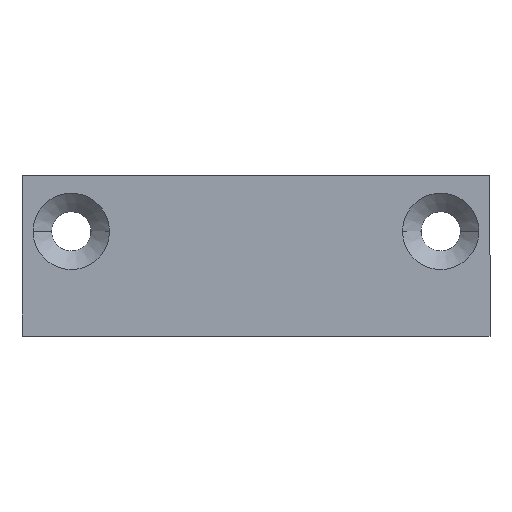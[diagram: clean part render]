
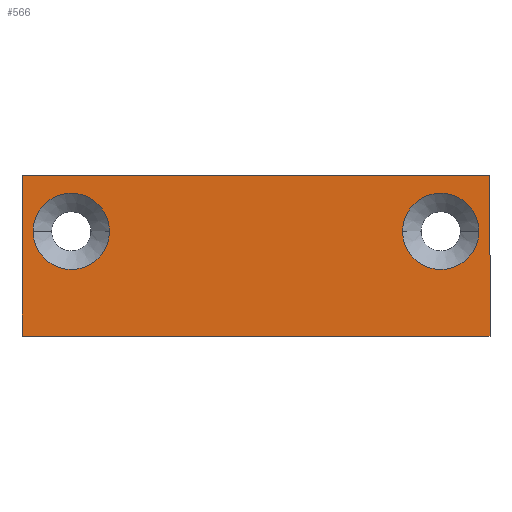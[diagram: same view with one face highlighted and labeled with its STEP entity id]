
A CAD part, top view. The second image highlights one B-rep face of the part: STEP entity #566.
In plain terms, the highlighted planar face has unit normal (0, 0, 1).
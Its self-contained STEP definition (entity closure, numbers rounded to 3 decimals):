
#4 = AXIS2_PLACEMENT_3D ( 'NONE', #177, #322, #130 ) ;
#8 = EDGE_CURVE ( 'NONE', #113, #484, #388, .T. ) ;
#10 = CARTESIAN_POINT ( 'NONE',  ( 0., 0., 3.6 ) ) ;
#14 = EDGE_LOOP ( 'NONE', ( #475, #211 ) ) ;
#15 = CARTESIAN_POINT ( 'NONE',  ( -18.1, 2., 3.6 ) ) ;
#18 = FACE_BOUND ( 'NONE', #336, .T. ) ;
#19 = CARTESIAN_POINT ( 'NONE',  ( -19., 6.5, 3.6 ) ) ;
#43 = EDGE_CURVE ( 'NONE', #484, #113, #210, .T. ) ;
#44 = CARTESIAN_POINT ( 'NONE',  ( 19., 6.5, 3.6 ) ) ;
#45 = CARTESIAN_POINT ( 'NONE',  ( -11.9, 2., 3.6 ) ) ;
#62 = ORIENTED_EDGE ( 'NONE', *, *, #8, .T. ) ;
#63 = DIRECTION ( 'NONE',  ( 0., 1., 0. ) ) ;
#65 = EDGE_CURVE ( 'NONE', #577, #155, #82, .T. ) ;
#70 = ORIENTED_EDGE ( 'NONE', *, *, #357, .T. ) ;
#77 = CARTESIAN_POINT ( 'NONE',  ( 19., -6.5, 3.6 ) ) ;
#82 = LINE ( 'NONE', #44, #378 ) ;
#98 = VERTEX_POINT ( 'NONE', #193 ) ;
#112 = CARTESIAN_POINT ( 'NONE',  ( 18.1, 2., 3.6 ) ) ;
#113 = VERTEX_POINT ( 'NONE', #15 ) ;
#123 = VECTOR ( 'NONE', #63, 1000. ) ;
#124 = VECTOR ( 'NONE', #304, 1000. ) ;
#128 = EDGE_CURVE ( 'NONE', #306, #577, #288, .T. ) ;
#130 = DIRECTION ( 'NONE',  ( -1., 0., 0. ) ) ;
#154 = CIRCLE ( 'NONE', #230, 3.1 ) ;
#155 = VERTEX_POINT ( 'NONE', #19 ) ;
#159 = CARTESIAN_POINT ( 'NONE',  ( 19., -6.5, 3.6 ) ) ;
#168 = LINE ( 'NONE', #297, #124 ) ;
#172 = ORIENTED_EDGE ( 'NONE', *, *, #43, .T. ) ;
#177 = CARTESIAN_POINT ( 'NONE',  ( -15., 2., 3.6 ) ) ;
#180 = AXIS2_PLACEMENT_3D ( 'NONE', #406, #280, #411 ) ;
#181 = AXIS2_PLACEMENT_3D ( 'NONE', #281, #291, #508 ) ;
#193 = CARTESIAN_POINT ( 'NONE',  ( 11.9, 2., 3.6 ) ) ;
#210 = CIRCLE ( 'NONE', #4, 3.1 ) ;
#211 = ORIENTED_EDGE ( 'NONE', *, *, #444, .T. ) ;
#230 = AXIS2_PLACEMENT_3D ( 'NONE', #445, #504, #403 ) ;
#251 = CIRCLE ( 'NONE', #181, 3.1 ) ;
#272 = DIRECTION ( 'NONE',  ( -1., 0., 0. ) ) ;
#280 = DIRECTION ( 'NONE',  ( 0., 0., -1. ) ) ;
#281 = CARTESIAN_POINT ( 'NONE',  ( 15., 2., 3.6 ) ) ;
#288 = LINE ( 'NONE', #335, #123 ) ;
#291 = DIRECTION ( 'NONE',  ( 0., 0., -1. ) ) ;
#297 = CARTESIAN_POINT ( 'NONE',  ( -19., 6.5, 3.6 ) ) ;
#304 = DIRECTION ( 'NONE',  ( 0., -1., 0. ) ) ;
#306 = VERTEX_POINT ( 'NONE', #159 ) ;
#308 = LINE ( 'NONE', #77, #497 ) ;
#322 = DIRECTION ( 'NONE',  ( 0., 0., -1. ) ) ;
#334 = EDGE_LOOP ( 'NONE', ( #343, #70, #580, #489 ) ) ;
#335 = CARTESIAN_POINT ( 'NONE',  ( 19., 6.5, 3.6 ) ) ;
#336 = EDGE_LOOP ( 'NONE', ( #172, #62 ) ) ;
#343 = ORIENTED_EDGE ( 'NONE', *, *, #348, .T. ) ;
#346 = VERTEX_POINT ( 'NONE', #112 ) ;
#348 = EDGE_CURVE ( 'NONE', #155, #425, #168, .T. ) ;
#357 = EDGE_CURVE ( 'NONE', #425, #306, #308, .T. ) ;
#375 = DIRECTION ( 'NONE',  ( 0., 0., -1. ) ) ;
#378 = VECTOR ( 'NONE', #272, 1000. ) ;
#388 = CIRCLE ( 'NONE', #180, 3.1 ) ;
#401 = AXIS2_PLACEMENT_3D ( 'NONE', #10, #375, #473 ) ;
#403 = DIRECTION ( 'NONE',  ( -1., 0., 0. ) ) ;
#406 = CARTESIAN_POINT ( 'NONE',  ( -15., 2., 3.6 ) ) ;
#411 = DIRECTION ( 'NONE',  ( -1., 0., 0. ) ) ;
#420 = FACE_BOUND ( 'NONE', #14, .T. ) ;
#425 = VERTEX_POINT ( 'NONE', #496 ) ;
#444 = EDGE_CURVE ( 'NONE', #98, #346, #154, .T. ) ;
#445 = CARTESIAN_POINT ( 'NONE',  ( 15., 2., 3.6 ) ) ;
#460 = PLANE ( 'NONE',  #401 ) ;
#462 = FACE_OUTER_BOUND ( 'NONE', #334, .T. ) ;
#473 = DIRECTION ( 'NONE',  ( -1., 0., 0. ) ) ;
#475 = ORIENTED_EDGE ( 'NONE', *, *, #541, .T. ) ;
#484 = VERTEX_POINT ( 'NONE', #45 ) ;
#489 = ORIENTED_EDGE ( 'NONE', *, *, #65, .T. ) ;
#496 = CARTESIAN_POINT ( 'NONE',  ( -19., -6.5, 3.6 ) ) ;
#497 = VECTOR ( 'NONE', #528, 1000. ) ;
#504 = DIRECTION ( 'NONE',  ( 0., 0., -1. ) ) ;
#508 = DIRECTION ( 'NONE',  ( -1., 0., 0. ) ) ;
#528 = DIRECTION ( 'NONE',  ( 1., 0., 0. ) ) ;
#541 = EDGE_CURVE ( 'NONE', #346, #98, #251, .T. ) ;
#552 = CARTESIAN_POINT ( 'NONE',  ( 19., 6.5, 3.6 ) ) ;
#566 = ADVANCED_FACE ( 'NONE', ( #420, #18, #462 ), #460, .F. ) ;
#577 = VERTEX_POINT ( 'NONE', #552 ) ;
#580 = ORIENTED_EDGE ( 'NONE', *, *, #128, .T. ) ;
